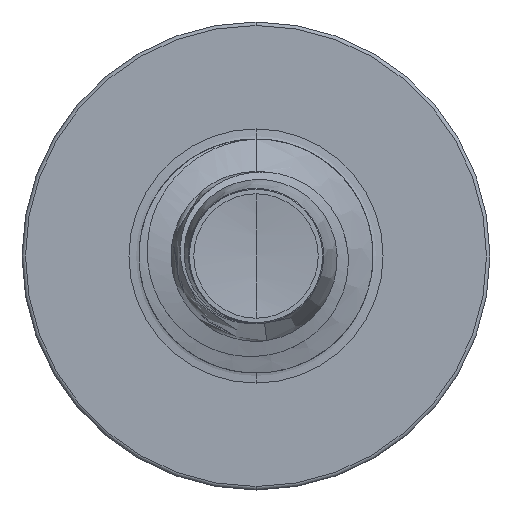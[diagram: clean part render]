
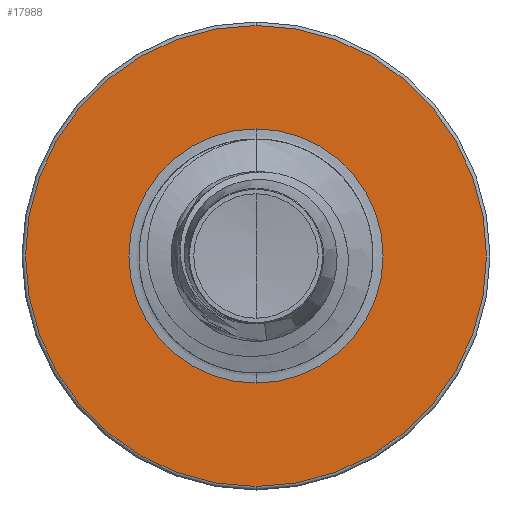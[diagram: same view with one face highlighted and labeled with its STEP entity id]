
A CAD part, front view. The second image highlights one B-rep face of the part: STEP entity #17988.
In plain terms, the highlighted planar face has unit normal (0, -1, 0).
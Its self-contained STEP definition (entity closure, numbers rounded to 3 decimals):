
#72 = CARTESIAN_POINT ( 'NONE',  ( 0., 8., 0. ) ) ;
#203 = DIRECTION ( 'NONE',  ( 0., 0., 1. ) ) ;
#228 = DIRECTION ( 'NONE',  ( 0., 1., 0. ) ) ;
#236 = CARTESIAN_POINT ( 'NONE',  ( 0., 8., 0. ) ) ;
#714 = EDGE_CURVE ( 'NONE', #15650, #18086, #16234, .T. ) ;
#851 = FACE_OUTER_BOUND ( 'NONE', #9868, .T. ) ;
#1399 = PLANE ( 'NONE',  #6421 ) ;
#2060 = DIRECTION ( 'NONE',  ( 0., 0., 1. ) ) ;
#2164 = ORIENTED_EDGE ( 'NONE', *, *, #714, .F. ) ;
#2203 = EDGE_CURVE ( 'NONE', #18086, #15650, #5818, .T. ) ;
#2918 = VERTEX_POINT ( 'NONE', #3083 ) ;
#3083 = CARTESIAN_POINT ( 'NONE',  ( 0., 8., 1.086 ) ) ;
#3636 = CIRCLE ( 'NONE', #15708, 1.086 ) ;
#3925 = CARTESIAN_POINT ( 'NONE',  ( 0., 8., 0. ) ) ;
#5181 = EDGE_LOOP ( 'NONE', ( #17316, #14974 ) ) ;
#5790 = DIRECTION ( 'NONE',  ( 0., 0., 1. ) ) ;
#5818 = CIRCLE ( 'NONE', #18127, 1.97 ) ;
#5926 = AXIS2_PLACEMENT_3D ( 'NONE', #13077, #11439, #13657 ) ;
#6421 = AXIS2_PLACEMENT_3D ( 'NONE', #7072, #16466, #8780 ) ;
#6591 = ORIENTED_EDGE ( 'NONE', *, *, #2203, .F. ) ;
#7072 = CARTESIAN_POINT ( 'NONE',  ( 0., 8., -1.086 ) ) ;
#8780 = DIRECTION ( 'NONE',  ( 0., 0., 1. ) ) ;
#9167 = CARTESIAN_POINT ( 'NONE',  ( 0., 8., -1.086 ) ) ;
#9607 = VERTEX_POINT ( 'NONE', #9167 ) ;
#9667 = EDGE_CURVE ( 'NONE', #9607, #2918, #13589, .T. ) ;
#9868 = EDGE_LOOP ( 'NONE', ( #6591, #2164 ) ) ;
#11439 = DIRECTION ( 'NONE',  ( 0., 1., 0. ) ) ;
#11988 = CARTESIAN_POINT ( 'NONE',  ( 0., 8., 1.97 ) ) ;
#12211 = DIRECTION ( 'NONE',  ( 0., 1., 0. ) ) ;
#13077 = CARTESIAN_POINT ( 'NONE',  ( 0., 8., 0. ) ) ;
#13143 = FACE_BOUND ( 'NONE', #5181, .T. ) ;
#13589 = CIRCLE ( 'NONE', #16350, 1.086 ) ;
#13657 = DIRECTION ( 'NONE',  ( 0., 0., 1. ) ) ;
#14567 = DIRECTION ( 'NONE',  ( 0., 1., 0. ) ) ;
#14974 = ORIENTED_EDGE ( 'NONE', *, *, #9667, .T. ) ;
#15650 = VERTEX_POINT ( 'NONE', #16603 ) ;
#15708 = AXIS2_PLACEMENT_3D ( 'NONE', #3925, #14567, #5790 ) ;
#16234 = CIRCLE ( 'NONE', #5926, 1.97 ) ;
#16350 = AXIS2_PLACEMENT_3D ( 'NONE', #72, #12211, #2060 ) ;
#16466 = DIRECTION ( 'NONE',  ( 0., 1., 0. ) ) ;
#16603 = CARTESIAN_POINT ( 'NONE',  ( 0., 8., -1.97 ) ) ;
#17316 = ORIENTED_EDGE ( 'NONE', *, *, #18160, .T. ) ;
#17988 = ADVANCED_FACE ( 'NONE', ( #851, #13143 ), #1399, .F. ) ;
#18086 = VERTEX_POINT ( 'NONE', #11988 ) ;
#18127 = AXIS2_PLACEMENT_3D ( 'NONE', #236, #228, #203 ) ;
#18160 = EDGE_CURVE ( 'NONE', #2918, #9607, #3636, .T. ) ;
